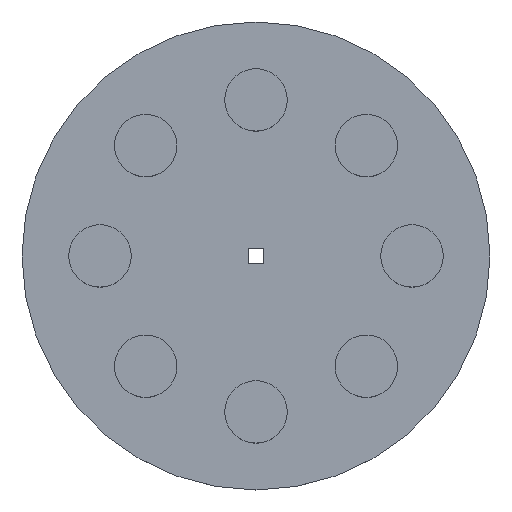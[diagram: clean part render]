
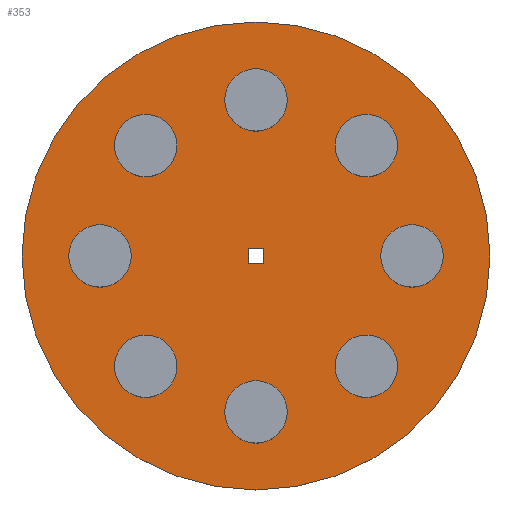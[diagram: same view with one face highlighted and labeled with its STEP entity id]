
A CAD part, top view. The second image highlights one B-rep face of the part: STEP entity #353.
In plain terms, the highlighted planar face has unit normal (0, 0, 1).
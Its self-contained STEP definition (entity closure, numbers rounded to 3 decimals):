
#35=FACE_BOUND('',#104,.T.);
#36=FACE_BOUND('',#105,.T.);
#37=FACE_BOUND('',#106,.T.);
#38=FACE_BOUND('',#107,.T.);
#39=FACE_BOUND('',#108,.T.);
#40=FACE_BOUND('',#109,.T.);
#41=FACE_BOUND('',#110,.T.);
#42=FACE_BOUND('',#111,.T.);
#43=FACE_BOUND('',#112,.T.);
#57=PLANE('',#414);
#80=FACE_OUTER_BOUND('',#103,.T.);
#103=EDGE_LOOP('',(#305));
#104=EDGE_LOOP('',(#306));
#105=EDGE_LOOP('',(#307));
#106=EDGE_LOOP('',(#308));
#107=EDGE_LOOP('',(#309));
#108=EDGE_LOOP('',(#310));
#109=EDGE_LOOP('',(#311));
#110=EDGE_LOOP('',(#312));
#111=EDGE_LOOP('',(#313));
#112=EDGE_LOOP('',(#314,#315,#316,#317));
#123=LINE('',#596,#144);
#127=LINE('',#604,#148);
#130=LINE('',#610,#151);
#133=LINE('',#615,#154);
#144=VECTOR('',#497,10.);
#148=VECTOR('',#503,10.);
#151=VECTOR('',#508,10.);
#154=VECTOR('',#513,10.);
#158=CIRCLE('',#377,20.);
#160=CIRCLE('',#381,20.);
#162=CIRCLE('',#385,20.);
#164=CIRCLE('',#389,20.);
#166=CIRCLE('',#393,20.);
#168=CIRCLE('',#397,20.);
#170=CIRCLE('',#401,20.);
#172=CIRCLE('',#405,20.);
#173=CIRCLE('',#412,150.);
#181=VERTEX_POINT('',#540);
#183=VERTEX_POINT('',#547);
#185=VERTEX_POINT('',#554);
#187=VERTEX_POINT('',#561);
#189=VERTEX_POINT('',#568);
#191=VERTEX_POINT('',#575);
#193=VERTEX_POINT('',#582);
#195=VERTEX_POINT('',#589);
#196=VERTEX_POINT('',#594);
#197=VERTEX_POINT('',#595);
#200=VERTEX_POINT('',#603);
#202=VERTEX_POINT('',#609);
#204=VERTEX_POINT('',#618);
#208=EDGE_CURVE('',#181,#181,#158,.T.);
#211=EDGE_CURVE('',#183,#183,#160,.T.);
#214=EDGE_CURVE('',#185,#185,#162,.T.);
#217=EDGE_CURVE('',#187,#187,#164,.T.);
#220=EDGE_CURVE('',#189,#189,#166,.T.);
#223=EDGE_CURVE('',#191,#191,#168,.T.);
#226=EDGE_CURVE('',#193,#193,#170,.T.);
#229=EDGE_CURVE('',#195,#195,#172,.T.);
#230=EDGE_CURVE('',#196,#197,#123,.T.);
#234=EDGE_CURVE('',#200,#196,#127,.T.);
#237=EDGE_CURVE('',#202,#200,#130,.T.);
#240=EDGE_CURVE('',#197,#202,#133,.T.);
#242=EDGE_CURVE('',#204,#204,#173,.T.);
#305=ORIENTED_EDGE('',*,*,#242,.T.);
#306=ORIENTED_EDGE('',*,*,#208,.T.);
#307=ORIENTED_EDGE('',*,*,#211,.T.);
#308=ORIENTED_EDGE('',*,*,#214,.T.);
#309=ORIENTED_EDGE('',*,*,#217,.T.);
#310=ORIENTED_EDGE('',*,*,#220,.T.);
#311=ORIENTED_EDGE('',*,*,#223,.T.);
#312=ORIENTED_EDGE('',*,*,#226,.T.);
#313=ORIENTED_EDGE('',*,*,#229,.T.);
#314=ORIENTED_EDGE('',*,*,#230,.T.);
#315=ORIENTED_EDGE('',*,*,#240,.T.);
#316=ORIENTED_EDGE('',*,*,#237,.T.);
#317=ORIENTED_EDGE('',*,*,#234,.T.);
#353=ADVANCED_FACE('',(#80,#35,#36,#37,#38,#39,#40,#41,#42,#43),#57,.T.);
#377=AXIS2_PLACEMENT_3D('',#542,#428,#429);
#381=AXIS2_PLACEMENT_3D('',#549,#437,#438);
#385=AXIS2_PLACEMENT_3D('',#556,#446,#447);
#389=AXIS2_PLACEMENT_3D('',#563,#455,#456);
#393=AXIS2_PLACEMENT_3D('',#570,#464,#465);
#397=AXIS2_PLACEMENT_3D('',#577,#473,#474);
#401=AXIS2_PLACEMENT_3D('',#584,#482,#483);
#405=AXIS2_PLACEMENT_3D('',#591,#491,#492);
#412=AXIS2_PLACEMENT_3D('',#619,#517,#518);
#414=AXIS2_PLACEMENT_3D('',#623,#522,#523);
#428=DIRECTION('center_axis',(0.,0.,-1.));
#429=DIRECTION('ref_axis',(0.707,-0.707,0.));
#437=DIRECTION('center_axis',(0.,0.,-1.));
#438=DIRECTION('ref_axis',(0.,-1.,0.));
#446=DIRECTION('center_axis',(0.,0.,-1.));
#447=DIRECTION('ref_axis',(-0.707,-0.707,0.));
#455=DIRECTION('center_axis',(0.,0.,-1.));
#456=DIRECTION('ref_axis',(-1.,0.,0.));
#464=DIRECTION('center_axis',(0.,0.,-1.));
#465=DIRECTION('ref_axis',(-0.707,0.707,0.));
#473=DIRECTION('center_axis',(0.,0.,-1.));
#474=DIRECTION('ref_axis',(0.,1.,0.));
#482=DIRECTION('center_axis',(0.,0.,-1.));
#483=DIRECTION('ref_axis',(0.707,0.707,0.));
#491=DIRECTION('center_axis',(0.,0.,-1.));
#492=DIRECTION('ref_axis',(1.,0.,0.));
#497=DIRECTION('',(-1.,0.,0.));
#503=DIRECTION('',(0.,-1.,0.));
#508=DIRECTION('',(1.,0.,0.));
#513=DIRECTION('',(0.,1.,0.));
#517=DIRECTION('center_axis',(0.,0.,1.));
#518=DIRECTION('ref_axis',(1.,0.,0.));
#522=DIRECTION('center_axis',(0.,0.,1.));
#523=DIRECTION('ref_axis',(1.,0.,0.));
#540=CARTESIAN_POINT('',(56.569,84.853,4.));
#542=CARTESIAN_POINT('Origin',(70.711,70.711,4.));
#547=CARTESIAN_POINT('',(100.,20.,4.));
#549=CARTESIAN_POINT('Origin',(100.,0.,4.));
#554=CARTESIAN_POINT('',(84.853,-56.569,4.));
#556=CARTESIAN_POINT('Origin',(70.711,-70.711,4.));
#561=CARTESIAN_POINT('',(20.,-100.,4.));
#563=CARTESIAN_POINT('Origin',(0.,-100.,4.));
#568=CARTESIAN_POINT('',(-56.569,-84.853,4.));
#570=CARTESIAN_POINT('Origin',(-70.711,-70.711,4.));
#575=CARTESIAN_POINT('',(-100.,-20.,4.));
#577=CARTESIAN_POINT('Origin',(-100.,0.,4.));
#582=CARTESIAN_POINT('',(-84.853,56.569,4.));
#584=CARTESIAN_POINT('Origin',(-70.711,70.711,4.));
#589=CARTESIAN_POINT('',(-20.,100.,4.));
#591=CARTESIAN_POINT('Origin',(0.,100.,4.));
#594=CARTESIAN_POINT('',(5.,-5.,4.));
#595=CARTESIAN_POINT('',(-5.,-5.,4.));
#596=CARTESIAN_POINT('',(2.5,-5.,4.));
#603=CARTESIAN_POINT('',(5.,5.,4.));
#604=CARTESIAN_POINT('',(5.,2.5,4.));
#609=CARTESIAN_POINT('',(-5.,5.,4.));
#610=CARTESIAN_POINT('',(-2.5,5.,4.));
#615=CARTESIAN_POINT('',(-5.,-2.5,4.));
#618=CARTESIAN_POINT('',(-150.,0.,4.));
#619=CARTESIAN_POINT('Origin',(0.,0.,4.));
#623=CARTESIAN_POINT('Origin',(0.,0.,4.));
